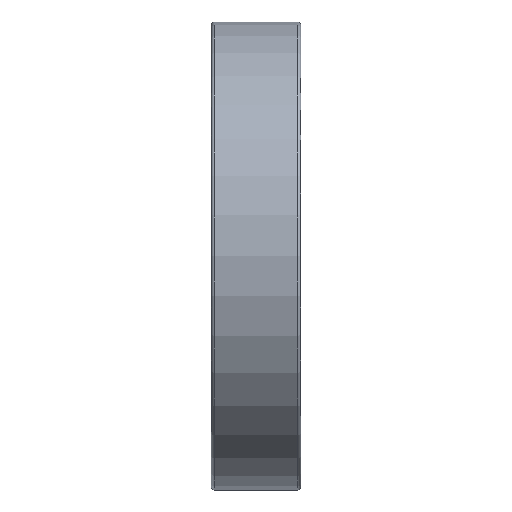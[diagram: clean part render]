
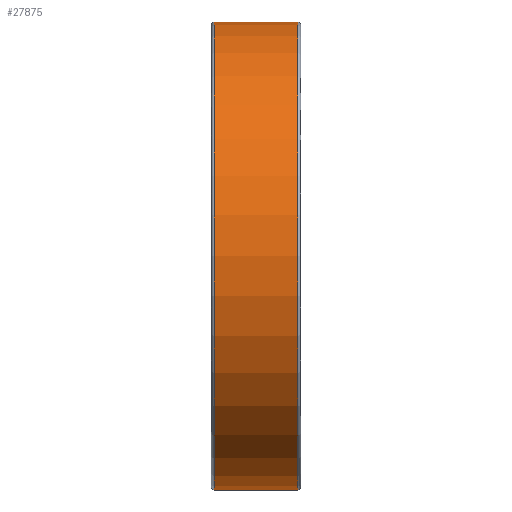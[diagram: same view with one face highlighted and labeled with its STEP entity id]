
A CAD part, top view. The second image highlights one B-rep face of the part: STEP entity #27875.
In plain terms, the highlighted cylindrical face has radius 23.5 mm (diameter 47 mm), a partial arc.
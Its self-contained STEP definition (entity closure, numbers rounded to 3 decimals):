
#16582=DIRECTION('',(-1.,0.,0.));
#16583=VECTOR('',#16582,8.4);
#16584=CARTESIAN_POINT('',(4.2,23.5,0.));
#16585=LINE('',#16584,#16583);
#16589=DIRECTION('',(-1.,0.,0.));
#16590=VECTOR('',#16589,8.4);
#16591=CARTESIAN_POINT('',(4.2,-23.5,0.));
#16592=LINE('',#16591,#16590);
#16604=CARTESIAN_POINT('',(4.2,0.,0.));
#16605=DIRECTION('',(1.,0.,0.));
#16606=DIRECTION('',(0.,1.,0.));
#16607=AXIS2_PLACEMENT_3D('',#16604,#16605,#16606);
#16612=CARTESIAN_POINT('',(-4.2,0.,0.));
#16613=DIRECTION('',(1.,0.,0.));
#16614=DIRECTION('',(0.,1.,0.));
#16615=AXIS2_PLACEMENT_3D('',#16612,#16613,#16614);
#24435=CARTESIAN_POINT('',(4.2,23.5,0.));
#24436=CARTESIAN_POINT('',(-4.2,23.5,0.));
#24437=VERTEX_POINT('',#24435);
#24438=VERTEX_POINT('',#24436);
#24447=CARTESIAN_POINT('',(4.2,-23.5,0.));
#24448=CARTESIAN_POINT('',(-4.2,-23.5,0.));
#24449=VERTEX_POINT('',#24447);
#24450=VERTEX_POINT('',#24448);
#27863=CARTESIAN_POINT('',(-4.95,0.,0.));
#27864=DIRECTION('',(1.,0.,0.));
#27865=DIRECTION('',(0.,-1.,0.));
#27866=AXIS2_PLACEMENT_3D('',#27863,#27864,#27865);
#27867=CYLINDRICAL_SURFACE('',#27866,23.5);
#27868=ORIENTED_EDGE('',*,*,#27853,.F.);
#27869=ORIENTED_EDGE('',*,*,#27830,.T.);
#27870=ORIENTED_EDGE('',*,*,#27857,.T.);
#27872=ORIENTED_EDGE('',*,*,#27871,.F.);
#27873=EDGE_LOOP('',(#27868,#27869,#27870,#27872));
#27874=FACE_OUTER_BOUND('',#27873,.F.);
#16608=CIRCLE('',#16607,23.5);
#16616=CIRCLE('',#16615,23.5);
#27830=EDGE_CURVE('',#24437,#24449,#16608,.T.);
#27853=EDGE_CURVE('',#24437,#24438,#16585,.T.);
#27857=EDGE_CURVE('',#24449,#24450,#16592,.T.);
#27871=EDGE_CURVE('',#24438,#24450,#16616,.T.);
#27875=ADVANCED_FACE('',(#27874),#27867,.T.);
